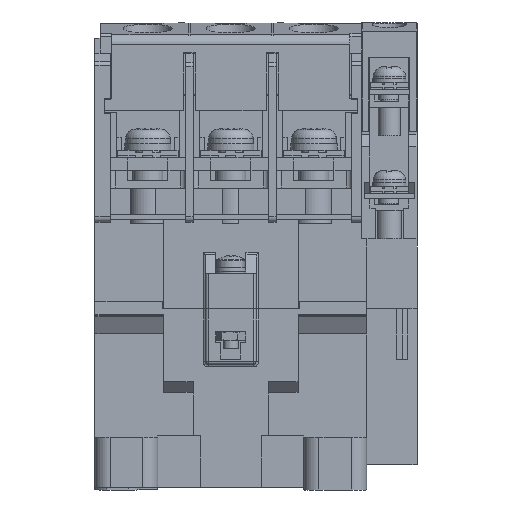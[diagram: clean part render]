
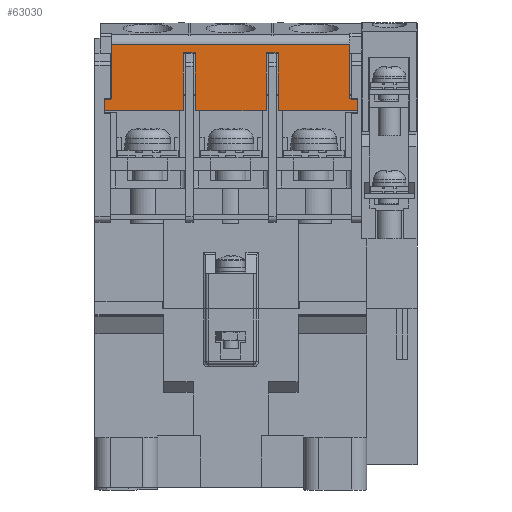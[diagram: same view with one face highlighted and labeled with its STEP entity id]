
A CAD part, front view. The second image highlights one B-rep face of the part: STEP entity #63030.
In plain terms, the highlighted face is planar.
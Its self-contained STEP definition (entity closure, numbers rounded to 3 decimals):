
#1374 = VERTEX_POINT ( 'NONE', #59346 ) ;
#1487 = DIRECTION ( 'NONE',  ( 0., 0., 1. ) ) ;
#2139 = VERTEX_POINT ( 'NONE', #10616 ) ;
#5728 = ORIENTED_EDGE ( 'NONE', *, *, #60129, .F. ) ;
#5816 = VECTOR ( 'NONE', #56740, 1000. ) ;
#6180 = DIRECTION ( 'NONE',  ( 0., 0., 1. ) ) ;
#6304 = EDGE_CURVE ( 'NONE', #10099, #80080, #95844, .T. ) ;
#7380 = VECTOR ( 'NONE', #84577, 1000. ) ;
#9597 = VERTEX_POINT ( 'NONE', #96651 ) ;
#10096 = VECTOR ( 'NONE', #68966, 1000. ) ;
#10099 = VERTEX_POINT ( 'NONE', #91095 ) ;
#10596 = CARTESIAN_POINT ( 'NONE',  ( 7.1, 14.2, 0.1 ) ) ;
#10616 = CARTESIAN_POINT ( 'NONE',  ( -9.4, 14.2, 0.1 ) ) ;
#10772 = CARTESIAN_POINT ( 'NONE',  ( 23.65, 14.2, -9.1 ) ) ;
#11603 = CARTESIAN_POINT ( 'NONE',  ( -9.4, 14.2, 0.1 ) ) ;
#12122 = EDGE_CURVE ( 'NONE', #31254, #68008, #59028, .T. ) ;
#12145 = CARTESIAN_POINT ( 'NONE',  ( 23.65, 14.2, -9.1 ) ) ;
#12346 = ORIENTED_EDGE ( 'NONE', *, *, #94950, .F. ) ;
#12617 = DIRECTION ( 'NONE',  ( 1., 0., 0. ) ) ;
#12742 = ORIENTED_EDGE ( 'NONE', *, *, #6304, .F. ) ;
#12974 = VECTOR ( 'NONE', #41580, 1000. ) ;
#15448 = VECTOR ( 'NONE', #1487, 1000. ) ;
#16946 = EDGE_CURVE ( 'NONE', #9597, #56862, #52307, .T. ) ;
#17443 = CARTESIAN_POINT ( 'NONE',  ( -26., 14.2, -11.4 ) ) ;
#17734 = VERTEX_POINT ( 'NONE', #49289 ) ;
#18082 = CARTESIAN_POINT ( 'NONE',  ( -26., 14.2, -11.4 ) ) ;
#21657 = VECTOR ( 'NONE', #82222, 1000. ) ;
#22686 = CARTESIAN_POINT ( 'NONE',  ( -7.1, 14.2, 0.1 ) ) ;
#23511 = CARTESIAN_POINT ( 'NONE',  ( 7.1, 14.2, 0.1 ) ) ;
#25198 = AXIS2_PLACEMENT_3D ( 'NONE', #74256, #96409, #6180 ) ;
#25935 = CARTESIAN_POINT ( 'NONE',  ( -7.1, 14.2, 0.1 ) ) ;
#26335 = LINE ( 'NONE', #41608, #7380 ) ;
#28420 = CARTESIAN_POINT ( 'NONE',  ( 23.65, 14.2, -9.1 ) ) ;
#29274 = ORIENTED_EDGE ( 'NONE', *, *, #16946, .T. ) ;
#29602 = DIRECTION ( 'NONE',  ( 0.004, 0., -1. ) ) ;
#30307 = VECTOR ( 'NONE', #42608, 1000. ) ;
#30378 = VERTEX_POINT ( 'NONE', #77008 ) ;
#30416 = ORIENTED_EDGE ( 'NONE', *, *, #81080, .F. ) ;
#30490 = ORIENTED_EDGE ( 'NONE', *, *, #79362, .F. ) ;
#31254 = VERTEX_POINT ( 'NONE', #10596 ) ;
#31497 = CARTESIAN_POINT ( 'NONE',  ( 7.1, 14.2, 0.1 ) ) ;
#33397 = LINE ( 'NONE', #18082, #10096 ) ;
#34073 = LINE ( 'NONE', #41926, #5816 ) ;
#35007 = DIRECTION ( 'NONE',  ( 0., 0., -1. ) ) ;
#36127 = EDGE_CURVE ( 'NONE', #43320, #76499, #95303, .T. ) ;
#36404 = CARTESIAN_POINT ( 'NONE',  ( 9.4, 14.2, 0.1 ) ) ;
#38147 = EDGE_CURVE ( 'NONE', #30378, #44057, #33397, .T. ) ;
#38606 = VECTOR ( 'NONE', #35007, 1000. ) ;
#39721 = DIRECTION ( 'NONE',  ( 0.004, 0., 1. ) ) ;
#40627 = ORIENTED_EDGE ( 'NONE', *, *, #53430, .F. ) ;
#41580 = DIRECTION ( 'NONE',  ( 1., 0., 0. ) ) ;
#41608 = CARTESIAN_POINT ( 'NONE',  ( -9.4, 14.2, 0.1 ) ) ;
#41926 = CARTESIAN_POINT ( 'NONE',  ( -23.65, 14.2, -9.1 ) ) ;
#42353 = CARTESIAN_POINT ( 'NONE',  ( -25.2, 14.2, -11.4 ) ) ;
#42608 = DIRECTION ( 'NONE',  ( 0., 0., 1. ) ) ;
#43265 = CARTESIAN_POINT ( 'NONE',  ( -9.45, 14.2, -11.4 ) ) ;
#43320 = VERTEX_POINT ( 'NONE', #84172 ) ;
#44057 = VERTEX_POINT ( 'NONE', #43265 ) ;
#44702 = LINE ( 'NONE', #75783, #59412 ) ;
#47044 = LINE ( 'NONE', #76156, #63662 ) ;
#49269 = LINE ( 'NONE', #42353, #38606 ) ;
#49289 = CARTESIAN_POINT ( 'NONE',  ( 23.65, 14.2, 1.818 ) ) ;
#51701 = ORIENTED_EDGE ( 'NONE', *, *, #12122, .F. ) ;
#52188 = EDGE_CURVE ( 'NONE', #84818, #80080, #80193, .T. ) ;
#52292 = VECTOR ( 'NONE', #29602, 1000. ) ;
#52307 = LINE ( 'NONE', #69103, #15448 ) ;
#52556 = LINE ( 'NONE', #28420, #79197 ) ;
#53225 = EDGE_CURVE ( 'NONE', #2139, #62849, #26335, .T. ) ;
#53430 = EDGE_CURVE ( 'NONE', #9597, #1374, #34073, .T. ) ;
#53938 = VECTOR ( 'NONE', #69964, 1000. ) ;
#55411 = DIRECTION ( 'NONE',  ( 0.004, 0., -1. ) ) ;
#55755 = ORIENTED_EDGE ( 'NONE', *, *, #38147, .F. ) ;
#55951 = VECTOR ( 'NONE', #39721, 1000. ) ;
#56014 = EDGE_CURVE ( 'NONE', #76499, #31254, #91638, .T. ) ;
#56740 = DIRECTION ( 'NONE',  ( -1., 0., 0. ) ) ;
#56862 = VERTEX_POINT ( 'NONE', #74821 ) ;
#57097 = ORIENTED_EDGE ( 'NONE', *, *, #68607, .T. ) ;
#58335 = ORIENTED_EDGE ( 'NONE', *, *, #56014, .F. ) ;
#58502 = DIRECTION ( 'NONE',  ( 0., 0., 1. ) ) ;
#58956 = PLANE ( 'NONE',  #25198 ) ;
#59028 = LINE ( 'NONE', #23511, #21657 ) ;
#59036 = CARTESIAN_POINT ( 'NONE',  ( 7.05, 14.2, -11.4 ) ) ;
#59346 = CARTESIAN_POINT ( 'NONE',  ( -25.2, 14.2, -9.1 ) ) ;
#59412 = VECTOR ( 'NONE', #76775, 1000. ) ;
#60129 = EDGE_CURVE ( 'NONE', #62329, #10099, #61417, .T. ) ;
#60634 = ORIENTED_EDGE ( 'NONE', *, *, #53225, .F. ) ;
#61417 = LINE ( 'NONE', #17443, #93939 ) ;
#61634 = LINE ( 'NONE', #22686, #52292 ) ;
#62329 = VERTEX_POINT ( 'NONE', #80922 ) ;
#62849 = VERTEX_POINT ( 'NONE', #25935 ) ;
#62868 = DIRECTION ( 'NONE',  ( 1., 0., 0. ) ) ;
#63030 = ADVANCED_FACE ( 'NONE', ( #88091 ), #58956, .T. ) ;
#63662 = VECTOR ( 'NONE', #55411, 1000. ) ;
#64877 = CARTESIAN_POINT ( 'NONE',  ( 25.2, 14.2, -11.4 ) ) ;
#68008 = VERTEX_POINT ( 'NONE', #36404 ) ;
#68607 = EDGE_CURVE ( 'NONE', #56862, #17734, #44702, .T. ) ;
#68966 = DIRECTION ( 'NONE',  ( 1., 0., 0. ) ) ;
#69103 = CARTESIAN_POINT ( 'NONE',  ( -23.65, 14.2, -9.1 ) ) ;
#69576 = ORIENTED_EDGE ( 'NONE', *, *, #87428, .F. ) ;
#69964 = DIRECTION ( 'NONE',  ( 0.004, 0., 1. ) ) ;
#71839 = ORIENTED_EDGE ( 'NONE', *, *, #97496, .F. ) ;
#74256 = CARTESIAN_POINT ( 'NONE',  ( -26., 14.2, 1.818 ) ) ;
#74372 = EDGE_LOOP ( 'NONE', ( #69576, #40627, #29274, #57097, #12346, #82942, #12742, #5728, #30416, #51701, #58335, #79437, #30490, #60634, #71839, #55755 ) ) ;
#74821 = CARTESIAN_POINT ( 'NONE',  ( -23.65, 14.2, 1.818 ) ) ;
#75783 = CARTESIAN_POINT ( 'NONE',  ( -26., 14.2, 1.818 ) ) ;
#76156 = CARTESIAN_POINT ( 'NONE',  ( 9.4, 14.2, 0.1 ) ) ;
#76499 = VERTEX_POINT ( 'NONE', #59036 ) ;
#76775 = DIRECTION ( 'NONE',  ( 1., 0., 0. ) ) ;
#77008 = CARTESIAN_POINT ( 'NONE',  ( -25.2, 14.2, -11.4 ) ) ;
#79197 = VECTOR ( 'NONE', #58502, 1000. ) ;
#79362 = EDGE_CURVE ( 'NONE', #62849, #43320, #61634, .T. ) ;
#79437 = ORIENTED_EDGE ( 'NONE', *, *, #36127, .F. ) ;
#80080 = VERTEX_POINT ( 'NONE', #90098 ) ;
#80193 = LINE ( 'NONE', #12145, #92419 ) ;
#80922 = CARTESIAN_POINT ( 'NONE',  ( 9.45, 14.2, -11.4 ) ) ;
#81080 = EDGE_CURVE ( 'NONE', #68008, #62329, #47044, .T. ) ;
#82222 = DIRECTION ( 'NONE',  ( 1., 0., 0. ) ) ;
#82942 = ORIENTED_EDGE ( 'NONE', *, *, #52188, .T. ) ;
#84172 = CARTESIAN_POINT ( 'NONE',  ( -7.05, 14.2, -11.4 ) ) ;
#84577 = DIRECTION ( 'NONE',  ( 1., 0., 0. ) ) ;
#84634 = LINE ( 'NONE', #11603, #55951 ) ;
#84818 = VERTEX_POINT ( 'NONE', #10772 ) ;
#86983 = CARTESIAN_POINT ( 'NONE',  ( -26., 14.2, -11.4 ) ) ;
#87428 = EDGE_CURVE ( 'NONE', #1374, #30378, #49269, .T. ) ;
#88091 = FACE_OUTER_BOUND ( 'NONE', #74372, .T. ) ;
#90098 = CARTESIAN_POINT ( 'NONE',  ( 25.2, 14.2, -9.1 ) ) ;
#91095 = CARTESIAN_POINT ( 'NONE',  ( 25.2, 14.2, -11.4 ) ) ;
#91638 = LINE ( 'NONE', #31497, #53938 ) ;
#92419 = VECTOR ( 'NONE', #12617, 1000. ) ;
#93939 = VECTOR ( 'NONE', #62868, 1000. ) ;
#94950 = EDGE_CURVE ( 'NONE', #84818, #17734, #52556, .T. ) ;
#95303 = LINE ( 'NONE', #86983, #12974 ) ;
#95844 = LINE ( 'NONE', #64877, #30307 ) ;
#96409 = DIRECTION ( 'NONE',  ( 0., 1., 0. ) ) ;
#96651 = CARTESIAN_POINT ( 'NONE',  ( -23.65, 14.2, -9.1 ) ) ;
#97496 = EDGE_CURVE ( 'NONE', #44057, #2139, #84634, .T. ) ;
